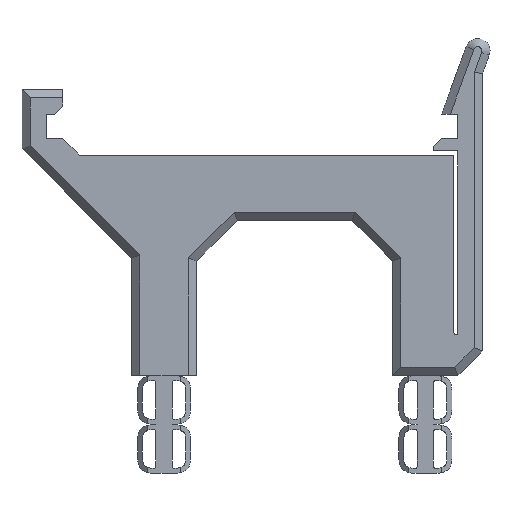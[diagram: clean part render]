
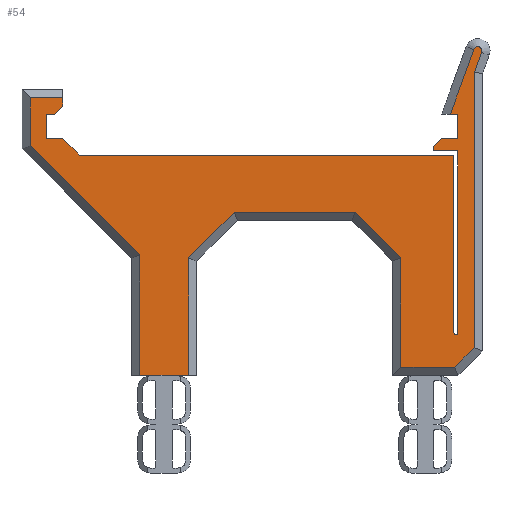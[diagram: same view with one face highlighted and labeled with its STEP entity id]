
A CAD part, left-side view. The second image highlights one B-rep face of the part: STEP entity #54.
In plain terms, the highlighted planar face has unit normal (-1, 0, 0).
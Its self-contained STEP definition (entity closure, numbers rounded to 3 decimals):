
#54=ADVANCED_FACE('',(#227),#229,.T.);
#227=FACE_BOUND('',#228,.T.);
#228=EDGE_LOOP('',(#1391,#1392,#1393,#1394,#1395,#1396,#1397,#1398,#1399,#1400,#1401,
#1402,#1403,#1404,#1405,#1406,#1407,#1408,#1409,#1410,#1411,#1412,#1413,#1414,#1415,
#1416,#1417,#1418,#1419,#1420,#1421,#1422));
#229=PLANE('',#230);
#230=AXIS2_PLACEMENT_3D('',#231,#232,#233);
#231=CARTESIAN_POINT('',(-4.,4.,0.));
#232=DIRECTION('',(-1.,0.,0.));
#233=DIRECTION('',(0.,-1.,0.));
#1391=ORIENTED_EDGE('',*,*,#2835,.F.);
#1392=ORIENTED_EDGE('',*,*,#2836,.T.);
#1393=ORIENTED_EDGE('',*,*,#2837,.T.);
#1394=ORIENTED_EDGE('',*,*,#2838,.T.);
#1395=ORIENTED_EDGE('',*,*,#2839,.T.);
#1396=ORIENTED_EDGE('',*,*,#2840,.F.);
#1397=ORIENTED_EDGE('',*,*,#2841,.T.);
#1398=ORIENTED_EDGE('',*,*,#2842,.T.);
#1399=ORIENTED_EDGE('',*,*,#2843,.F.);
#1400=ORIENTED_EDGE('',*,*,#2844,.T.);
#1401=ORIENTED_EDGE('',*,*,#2845,.F.);
#1402=ORIENTED_EDGE('',*,*,#2846,.F.);
#1403=ORIENTED_EDGE('',*,*,#2847,.T.);
#1404=ORIENTED_EDGE('',*,*,#2848,.F.);
#1405=ORIENTED_EDGE('',*,*,#2849,.T.);
#1406=ORIENTED_EDGE('',*,*,#2850,.T.);
#1407=ORIENTED_EDGE('',*,*,#2851,.T.);
#1408=ORIENTED_EDGE('',*,*,#2852,.T.);
#1409=ORIENTED_EDGE('',*,*,#2853,.T.);
#1410=ORIENTED_EDGE('',*,*,#2854,.T.);
#1411=ORIENTED_EDGE('',*,*,#2855,.T.);
#1412=ORIENTED_EDGE('',*,*,#2856,.F.);
#1413=ORIENTED_EDGE('',*,*,#2857,.F.);
#1414=ORIENTED_EDGE('',*,*,#2858,.F.);
#1415=ORIENTED_EDGE('',*,*,#2859,.T.);
#1416=ORIENTED_EDGE('',*,*,#2860,.F.);
#1417=ORIENTED_EDGE('',*,*,#2861,.T.);
#1418=ORIENTED_EDGE('',*,*,#2862,.T.);
#1419=ORIENTED_EDGE('',*,*,#2863,.T.);
#1420=ORIENTED_EDGE('',*,*,#2864,.T.);
#1421=ORIENTED_EDGE('',*,*,#2865,.T.);
#1422=ORIENTED_EDGE('',*,*,#2866,.T.);
#2835=EDGE_CURVE('',#3377,#3378,#3379,.F.);
#2836=EDGE_CURVE('',#3377,#3380,#3381,.T.);
#2837=EDGE_CURVE('',#3380,#3382,#3383,.T.);
#2838=EDGE_CURVE('',#3382,#3384,#3385,.T.);
#2839=EDGE_CURVE('',#3384,#3386,#3387,.T.);
#2840=EDGE_CURVE('',#3388,#3386,#3389,.T.);
#2841=EDGE_CURVE('',#3388,#3390,#3391,.T.);
#2842=EDGE_CURVE('',#3390,#3392,#3393,.T.);
#2843=EDGE_CURVE('',#3394,#3392,#3395,.F.);
#2844=EDGE_CURVE('',#3394,#3396,#3397,.T.);
#2845=EDGE_CURVE('',#3398,#3396,#3399,.F.);
#2846=EDGE_CURVE('',#3400,#3398,#3401,.T.);
#2847=EDGE_CURVE('',#3400,#3402,#3403,.T.);
#2848=EDGE_CURVE('',#3404,#3402,#3405,.F.);
#2849=EDGE_CURVE('',#3404,#3406,#3407,.T.);
#2850=EDGE_CURVE('',#3406,#3408,#3409,.T.);
#2851=EDGE_CURVE('',#3408,#3410,#3411,.T.);
#2852=EDGE_CURVE('',#3410,#3412,#3413,.T.);
#2853=EDGE_CURVE('',#3412,#3414,#3415,.T.);
#2854=EDGE_CURVE('',#3414,#3416,#3417,.F.);
#2855=EDGE_CURVE('',#3416,#3418,#3419,.T.);
#2856=EDGE_CURVE('',#3420,#3418,#3421,.F.);
#2857=EDGE_CURVE('',#3422,#3420,#3423,.T.);
#2858=EDGE_CURVE('',#3424,#3422,#3425,.T.);
#2859=EDGE_CURVE('',#3424,#3426,#3427,.F.);
#2860=EDGE_CURVE('',#3428,#3426,#3429,.T.);
#2861=EDGE_CURVE('',#3428,#3430,#3431,.T.);
#2862=EDGE_CURVE('',#3430,#3432,#3433,.T.);
#2863=EDGE_CURVE('',#3432,#3434,#3435,.T.);
#2864=EDGE_CURVE('',#3434,#3436,#3437,.T.);
#2865=EDGE_CURVE('',#3436,#3438,#3439,.T.);
#2866=EDGE_CURVE('',#3438,#3378,#3440,.T.);
#3377=VERTEX_POINT('',#4283);
#3378=VERTEX_POINT('',#4284);
#3379=LINE('',#4285,#4286);
#3380=VERTEX_POINT('',#4288);
#3381=LINE('',#4289,#4290);
#3382=VERTEX_POINT('',#4292);
#3383=LINE('',#4293,#4294);
#3384=VERTEX_POINT('',#4296);
#3385=LINE('',#4297,#4298);
#3386=VERTEX_POINT('',#4300);
#3387=LINE('',#4301,#4302);
#3388=VERTEX_POINT('',#4304);
#3389=LINE('',#4305,#4306);
#3390=VERTEX_POINT('',#4308);
#3391=LINE('',#4309,#4310);
#3392=VERTEX_POINT('',#4312);
#3393=LINE('',#4313,#4314);
#3394=VERTEX_POINT('',#4316);
#3395=LINE('',#4317,#4318);
#3396=VERTEX_POINT('',#4320);
#3397=LINE('',#4321,#4322);
#3398=VERTEX_POINT('',#4324);
#3399=LINE('',#4325,#4326);
#3400=VERTEX_POINT('',#4328);
#3401=LINE('',#4329,#4330);
#3402=VERTEX_POINT('',#4332);
#3403=LINE('',#4333,#4334);
#3404=VERTEX_POINT('',#4336);
#3405=LINE('',#4337,#4338);
#3406=VERTEX_POINT('',#4340);
#3407=LINE('',#4341,#4342);
#3408=VERTEX_POINT('',#4344);
#3409=LINE('',#4345,#4346);
#3410=VERTEX_POINT('',#4348);
#3411=CIRCLE('',#4349,0.5);
#3412=VERTEX_POINT('',#4353);
#3413=LINE('',#4354,#4355);
#3414=VERTEX_POINT('',#4357);
#3415=LINE('',#4358,#4359);
#3416=VERTEX_POINT('',#4361);
#3417=LINE('',#4362,#4363);
#3418=VERTEX_POINT('',#4365);
#3419=LINE('',#4366,#4367);
#3420=VERTEX_POINT('',#4369);
#3421=LINE('',#4370,#4371);
#3422=VERTEX_POINT('',#4373);
#3423=LINE('',#4374,#4375);
#3424=VERTEX_POINT('',#4377);
#3425=LINE('',#4378,#4379);
#3426=VERTEX_POINT('',#4381);
#3427=LINE('',#4382,#4383);
#3428=VERTEX_POINT('',#4385);
#3429=CIRCLE('',#4386,0.25);
#3430=VERTEX_POINT('',#4390);
#3431=LINE('',#4391,#4392);
#3432=VERTEX_POINT('',#4394);
#3433=LINE('',#4395,#4396);
#3434=VERTEX_POINT('',#4398);
#3435=LINE('',#4399,#4400);
#3436=VERTEX_POINT('',#4402);
#3437=LINE('',#4403,#4404);
#3438=VERTEX_POINT('',#4406);
#3439=LINE('',#4407,#4408);
#3440=LINE('',#4410,#4411);
#4283=CARTESIAN_POINT('',(-4.,44.4,33.));
#4284=CARTESIAN_POINT('',(-4.,45.4,32.));
#4285=CARTESIAN_POINT('',(-4.,45.4,32.));
#4286=VECTOR('',#4287,1.);
#4287=DIRECTION('',(0.,-0.707,0.707));
#4288=CARTESIAN_POINT('',(-4.,44.4,34.));
#4289=CARTESIAN_POINT('',(-4.,44.4,33.));
#4290=VECTOR('',#4291,1.);
#4291=DIRECTION('',(0.,0.,1.));
#4292=CARTESIAN_POINT('',(-4.,48.4,34.));
#4293=CARTESIAN_POINT('',(-4.,44.4,34.));
#4294=VECTOR('',#4295,1.);
#4295=DIRECTION('',(0.,1.,0.));
#4296=CARTESIAN_POINT('',(-4.,48.4,28.172));
#4297=CARTESIAN_POINT('',(-4.,48.4,34.));
#4298=VECTOR('',#4299,1.);
#4299=DIRECTION('',(0.,0.,-1.));
#4300=CARTESIAN_POINT('',(-4.,35.,14.772));
#4301=CARTESIAN_POINT('',(-4.,48.4,28.172));
#4302=VECTOR('',#4303,1.);
#4303=DIRECTION('',(0.,-0.707,-0.707));
#4304=CARTESIAN_POINT('',(-4.,35.,0.));
#4305=CARTESIAN_POINT('',(-4.,35.,0.));
#4306=VECTOR('',#4307,1.);
#4307=DIRECTION('',(0.,0.,1.));
#4308=CARTESIAN_POINT('',(-4.,29.,0.));
#4309=CARTESIAN_POINT('',(-4.,35.,0.));
#4310=VECTOR('',#4311,1.);
#4311=DIRECTION('',(0.,-1.,0.));
#4312=CARTESIAN_POINT('',(-4.,29.,14.414));
#4313=CARTESIAN_POINT('',(-4.,29.,0.));
#4314=VECTOR('',#4315,1.);
#4315=DIRECTION('',(0.,0.,1.));
#4316=CARTESIAN_POINT('',(-4.,23.414,20.));
#4317=CARTESIAN_POINT('',(-4.,29.,14.414));
#4318=VECTOR('',#4319,1.);
#4319=DIRECTION('',(0.,-0.707,0.707));
#4320=CARTESIAN_POINT('',(-4.,8.586,20.));
#4321=CARTESIAN_POINT('',(-4.,23.414,20.));
#4322=VECTOR('',#4323,1.);
#4323=DIRECTION('',(0.,-1.,0.));
#4324=CARTESIAN_POINT('',(-4.,3.,14.414));
#4325=CARTESIAN_POINT('',(-4.,8.586,20.));
#4326=VECTOR('',#4327,1.);
#4327=DIRECTION('',(0.,-0.707,-0.707));
#4328=CARTESIAN_POINT('',(-4.,3.,1.));
#4329=CARTESIAN_POINT('',(-4.,3.,1.));
#4330=VECTOR('',#4331,1.);
#4331=DIRECTION('',(0.,0.,1.));
#4332=CARTESIAN_POINT('',(-4.,-3.586,1.));
#4333=CARTESIAN_POINT('',(-4.,3.,1.));
#4334=VECTOR('',#4335,1.);
#4335=DIRECTION('',(0.,-1.,0.));
#4336=CARTESIAN_POINT('',(-4.,-6.,3.414));
#4337=CARTESIAN_POINT('',(-4.,-3.586,1.));
#4338=VECTOR('',#4339,1.);
#4339=DIRECTION('',(0.,-0.707,0.707));
#4340=CARTESIAN_POINT('',(-4.,-6.,37.142));
#4341=CARTESIAN_POINT('',(-4.,-6.,3.414));
#4342=VECTOR('',#4343,1.);
#4343=DIRECTION('',(0.,0.,1.));
#4344=CARTESIAN_POINT('',(-4.,-6.892,39.594));
#4345=CARTESIAN_POINT('',(-4.,-6.,37.142));
#4346=VECTOR('',#4347,1.);
#4347=DIRECTION('',(0.,-0.342,0.94));
#4348=CARTESIAN_POINT('',(-4.,-5.953,39.936));
#4349=AXIS2_PLACEMENT_3D('',#4350,#4351,#4352);
#4350=CARTESIAN_POINT('',(-4.,-6.423,39.765));
#4351=DIRECTION('',(-1.,0.,0.));
#4352=DIRECTION('',(0.,-0.94,-0.342));
#4353=CARTESIAN_POINT('',(-4.,-3.064,32.));
#4354=CARTESIAN_POINT('',(-4.,-5.953,39.936));
#4355=VECTOR('',#4356,1.);
#4356=DIRECTION('',(0.,0.342,-0.94));
#4357=CARTESIAN_POINT('',(-4.,-4.,32.));
#4358=CARTESIAN_POINT('',(-4.,-3.064,32.));
#4359=VECTOR('',#4360,1.);
#4360=DIRECTION('',(0.,-1.,0.));
#4361=CARTESIAN_POINT('',(-4.,-4.,29.));
#4362=CARTESIAN_POINT('',(-4.,-4.,29.));
#4363=VECTOR('',#4364,1.);
#4364=DIRECTION('',(0.,0.,1.));
#4365=CARTESIAN_POINT('',(-4.,-2.,29.));
#4366=CARTESIAN_POINT('',(-4.,-4.,29.));
#4367=VECTOR('',#4368,1.);
#4368=DIRECTION('',(0.,1.,0.));
#4369=CARTESIAN_POINT('',(-4.,-1.,28.));
#4370=CARTESIAN_POINT('',(-4.,-2.,29.));
#4371=VECTOR('',#4372,1.);
#4372=DIRECTION('',(0.,0.707,-0.707));
#4373=CARTESIAN_POINT('',(-4.,-1.,27.5));
#4374=CARTESIAN_POINT('',(-4.,-1.,27.5));
#4375=VECTOR('',#4376,1.);
#4376=DIRECTION('',(0.,0.,1.));
#4377=CARTESIAN_POINT('',(-4.,-4.,27.5));
#4378=CARTESIAN_POINT('',(-4.,-4.,27.5));
#4379=VECTOR('',#4380,1.);
#4380=DIRECTION('',(0.,1.,0.));
#4381=CARTESIAN_POINT('',(-4.,-4.,5.25));
#4382=CARTESIAN_POINT('',(-4.,-4.,5.25));
#4383=VECTOR('',#4384,1.);
#4384=DIRECTION('',(0.,0.,1.));
#4385=CARTESIAN_POINT('',(-4.,-3.5,5.25));
#4386=AXIS2_PLACEMENT_3D('',#4387,#4388,#4389);
#4387=CARTESIAN_POINT('',(-4.,-3.75,5.25));
#4388=DIRECTION('',(-1.,0.,0.));
#4389=DIRECTION('',(0.,1.,0.));
#4390=CARTESIAN_POINT('',(-4.,-3.5,27.));
#4391=CARTESIAN_POINT('',(-4.,-3.5,5.25));
#4392=VECTOR('',#4393,1.);
#4393=DIRECTION('',(0.,0.,1.));
#4394=CARTESIAN_POINT('',(-4.,42.4,27.));
#4395=CARTESIAN_POINT('',(-4.,-3.5,27.));
#4396=VECTOR('',#4397,1.);
#4397=DIRECTION('',(0.,1.,0.));
#4398=CARTESIAN_POINT('',(-4.,44.4,29.));
#4399=CARTESIAN_POINT('',(-4.,42.4,27.));
#4400=VECTOR('',#4401,1.);
#4401=DIRECTION('',(0.,0.707,0.707));
#4402=CARTESIAN_POINT('',(-4.,46.4,29.));
#4403=CARTESIAN_POINT('',(-4.,44.4,29.));
#4404=VECTOR('',#4405,1.);
#4405=DIRECTION('',(0.,1.,0.));
#4406=CARTESIAN_POINT('',(-4.,46.4,32.));
#4407=CARTESIAN_POINT('',(-4.,46.4,29.));
#4408=VECTOR('',#4409,1.);
#4409=DIRECTION('',(0.,0.,1.));
#4410=CARTESIAN_POINT('',(-4.,46.4,32.));
#4411=VECTOR('',#4412,1.);
#4412=DIRECTION('',(0.,-1.,0.));
